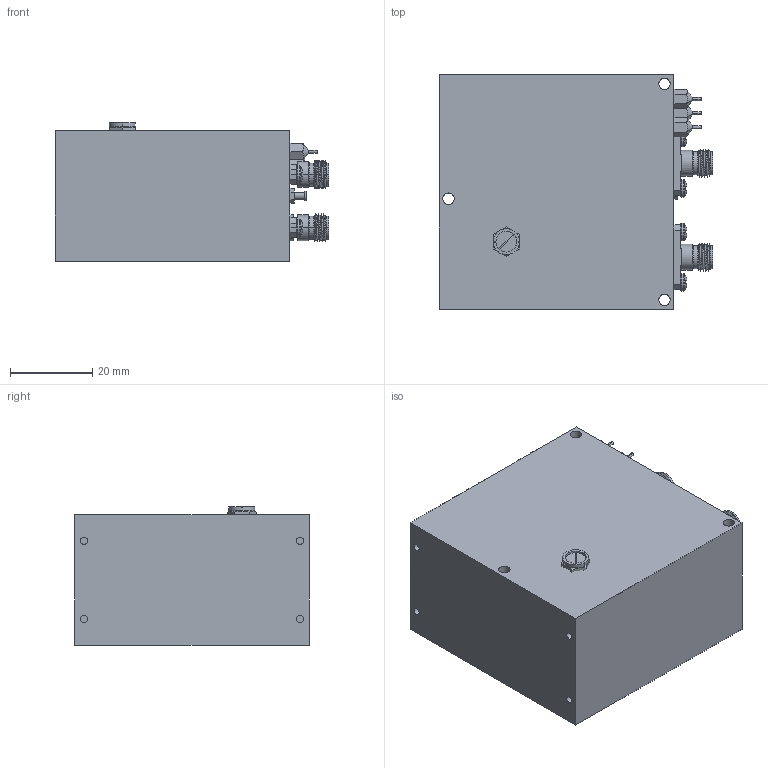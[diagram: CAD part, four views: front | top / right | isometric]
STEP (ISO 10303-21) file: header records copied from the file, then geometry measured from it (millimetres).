
FILE_DESCRIPTION (( 'STEP AP203' ), '1' );
FILE_NAME ('SOP-20310113-SF-I1.STEP', '2019-04-10T22:10:29', ( '' ), ( '' ), 'SwSTEP 2.0', 'SolidWorks 2016', '' );
FILE_SCHEMA (( 'CONFIG_CONTROL_DESIGN' ));
Products named in the file (1): SOP-20310113-SF-I1
Bounding box: 66.6 x 57.15 x 33.67 mm (x, y, z)
Volume: 104516.8 mm3; surface area: 18029.2 mm2
Topology: 18 solids, 18 shells, 906 faces, 2428 edges, 1586 vertices
Faces by surface type: cylinder 475, plane 259, cone 98, bspline 32, torus 30, sphere 12
Entity records: 38697 total; most frequent: CARTESIAN_POINT 17878, ORIENTED_EDGE 4848, DIRECTION 3925, EDGE_CURVE 2424, VERTEX_POINT 1586, AXIS2_PLACEMENT_3D 1504, EDGE_LOOP 966, VECTOR 917
